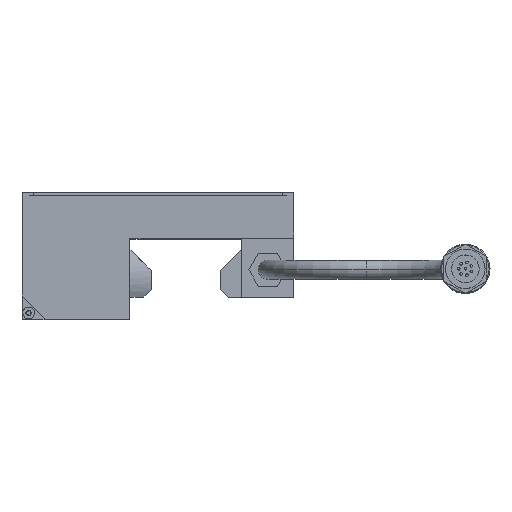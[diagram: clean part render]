
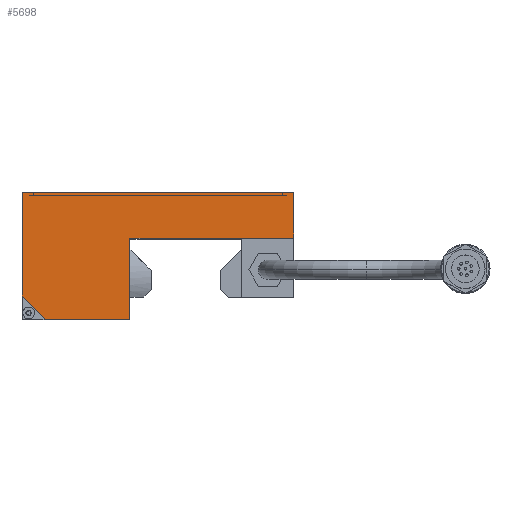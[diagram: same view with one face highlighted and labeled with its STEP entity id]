
A CAD part, top view. The second image highlights one B-rep face of the part: STEP entity #5698.
In plain terms, the highlighted planar face has unit normal (0, 0, 1).
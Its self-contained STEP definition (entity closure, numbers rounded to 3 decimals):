
#2002 = VERTEX_POINT( '', #5889 );
#2290 = VERTEX_POINT( '', #6200 );
#2472 = EDGE_CURVE( '', #4790, #4716, #6403, .T. );
#2774 = VERTEX_POINT( '', #6749 );
#2790 = VERTEX_POINT( '', #6769 );
#2840 = VERTEX_POINT( '', #6828 );
#2854 = EDGE_CURVE( '', #2774, #2290, #6843, .T. );
#3212 = EDGE_CURVE( '', #3516, #2774, #7227, .T. );
#3246 = VERTEX_POINT( '', #7266 );
#3516 = VERTEX_POINT( '', #7569 );
#3950 = EDGE_CURVE( '', #4716, #4806, #8056, .T. );
#4460 = EDGE_CURVE( '', #2290, #2790, #8624, .T. );
#4544 = EDGE_CURVE( '', #2790, #2840, #8715, .T. );
#4666 = EDGE_CURVE( '', #2840, #4790, #8851, .T. );
#4716 = VERTEX_POINT( '', #8908 );
#4790 = VERTEX_POINT( '', #8993 );
#4806 = VERTEX_POINT( '', #9010 );
#5002 = EDGE_CURVE( '', #2002, #3516, #9229, .T. );
#5224 = EDGE_CURVE( '', #3246, #2002, #9478, .T. );
#5688 = EDGE_CURVE( '', #4806, #3246, #9985, .T. );
#5698 = ADVANCED_FACE( '', ( #9996 ), #9997, .T. );
#5889 = CARTESIAN_POINT( '', ( -49.7, 46., 0. ) );
#6200 = CARTESIAN_POINT( '', ( -42.8, 7.4, 0. ) );
#6403 = LINE( '', #10912, #10913 );
#6749 = CARTESIAN_POINT( '', ( -49.8, 14.4, 0. ) );
#6769 = CARTESIAN_POINT( '', ( -17.1, 7.4, 0. ) );
#6828 = CARTESIAN_POINT( '', ( -17., 7.5, 0. ) );
#6843 = LINE( '', #11481, #11482 );
#7227 = LINE( '', #12005, #12006 );
#7266 = CARTESIAN_POINT( '', ( 32.7, 46., 0. ) );
#7569 = CARTESIAN_POINT( '', ( -49.8, 45.9, 0. ) );
#8056 = LINE( '', #13107, #13108 );
#8624 = LINE( '', #13844, #13845 );
#8715 = LINE( '', #13977, #13978 );
#8851 = LINE( '', #14156, #14157 );
#8908 = CARTESIAN_POINT( '', ( 32.8, 32., 0. ) );
#8993 = CARTESIAN_POINT( '', ( -17., 32., 0. ) );
#9010 = CARTESIAN_POINT( '', ( 32.8, 45.9, 0. ) );
#9229 = LINE( '', #14642, #14643 );
#9478 = LINE( '', #14982, #14983 );
#9985 = LINE( '', #15673, #15674 );
#9996 = FACE_OUTER_BOUND( '', #15686, .T. );
#9997 = PLANE( '', #15687 );
#10912 = CARTESIAN_POINT( '', ( -17., 32., 0. ) );
#10913 = VECTOR( '', #16518, 1. );
#11481 = CARTESIAN_POINT( '', ( -30.25, -5.15, 0. ) );
#11482 = VECTOR( '', #17153, 1. );
#12005 = CARTESIAN_POINT( '', ( -49.8, 45.9, 0. ) );
#12006 = VECTOR( '', #17540, 1. );
#13107 = CARTESIAN_POINT( '', ( 32.8, 14.2, 0. ) );
#13108 = VECTOR( '', #18628, 1. );
#13844 = CARTESIAN_POINT( '', ( -49.7, 7.4, 0. ) );
#13845 = VECTOR( '', #19316, 1. );
#13977 = CARTESIAN_POINT( '', ( -17.1, 7.4, 0. ) );
#13978 = VECTOR( '', #19418, 1. );
#14156 = CARTESIAN_POINT( '', ( -17., 7.5, 0. ) );
#14157 = VECTOR( '', #19577, 1. );
#14642 = CARTESIAN_POINT( '', ( -49.7, 46., 0. ) );
#14643 = VECTOR( '', #20037, 1. );
#14982 = CARTESIAN_POINT( '', ( 32.7, 46., 0. ) );
#14983 = VECTOR( '', #20336, 1. );
#15673 = CARTESIAN_POINT( '', ( 32.8, 45.9, 0. ) );
#15674 = VECTOR( '', #20896, 1. );
#15686 = EDGE_LOOP( '', ( #20909, #20910, #20911, #20912, #20913, #20914, #20915, #20916, #20917, #20918 ) );
#15687 = AXIS2_PLACEMENT_3D( '', #20919, #20920, #20921 );
#16518 = DIRECTION( '', ( 1., 0., 0. ) );
#17153 = DIRECTION( '', ( 0.707, -0.707, 0. ) );
#17540 = DIRECTION( '', ( 0., -1., 0. ) );
#18628 = DIRECTION( '', ( 0., 1., 0. ) );
#19316 = DIRECTION( '', ( 1., 0., 0. ) );
#19418 = DIRECTION( '', ( 0.707, 0.707, 0. ) );
#19577 = DIRECTION( '', ( 0., 1., 0. ) );
#20037 = DIRECTION( '', ( -0.707, -0.707, 0. ) );
#20336 = DIRECTION( '', ( -1., 0., 0. ) );
#20896 = DIRECTION( '', ( -0.707, 0.707, 0. ) );
#20909 = ORIENTED_EDGE( '', *, *, #2854, .T. );
#20910 = ORIENTED_EDGE( '', *, *, #4460, .T. );
#20911 = ORIENTED_EDGE( '', *, *, #4544, .T. );
#20912 = ORIENTED_EDGE( '', *, *, #4666, .T. );
#20913 = ORIENTED_EDGE( '', *, *, #2472, .T. );
#20914 = ORIENTED_EDGE( '', *, *, #3950, .T. );
#20915 = ORIENTED_EDGE( '', *, *, #5688, .T. );
#20916 = ORIENTED_EDGE( '', *, *, #5224, .T. );
#20917 = ORIENTED_EDGE( '', *, *, #5002, .T. );
#20918 = ORIENTED_EDGE( '', *, *, #3212, .T. );
#20919 = CARTESIAN_POINT( '', ( 0., 0., 0. ) );
#20920 = DIRECTION( '', ( 0., 0., 1. ) );
#20921 = DIRECTION( '', ( 1., 0., 0. ) );
